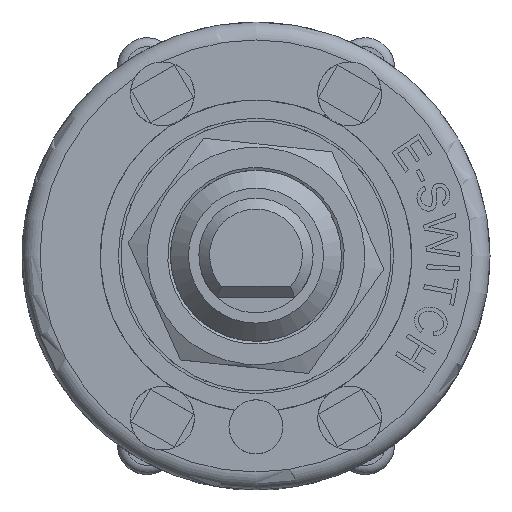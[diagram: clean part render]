
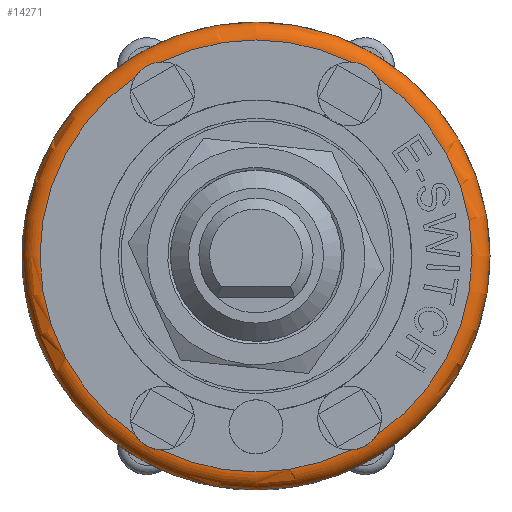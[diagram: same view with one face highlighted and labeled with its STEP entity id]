
A CAD part, top view. The second image highlights one B-rep face of the part: STEP entity #14271.
In plain terms, the highlighted toroidal (fillet/blend) face has major radius 12 mm and minor radius 1 mm.
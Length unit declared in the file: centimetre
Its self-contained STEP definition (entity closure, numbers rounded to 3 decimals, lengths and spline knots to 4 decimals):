
#26=TOROIDAL_SURFACE('',#15046,1.2,0.1);
#669=B_SPLINE_CURVE_WITH_KNOTS('',3,(#24611,#24612,#24613,#24614,#24615,
#24616,#24617,#24618,#24619,#24620,#24621,#24622),.UNSPECIFIED.,.F.,.F.,
(4,2,2,2,2,4),(-0.2692,-0.2446,-0.216,
-0.1921,-0.1645,-0.1357),.UNSPECIFIED.);
#670=B_SPLINE_CURVE_WITH_KNOTS('',3,(#24634,#24635,#24636,#24637,#24638,
#24639,#24640,#24641,#24642,#24643,#24644,#24645),.UNSPECIFIED.,.F.,.F.,
(4,2,2,2,2,4),(-0.2692,-0.2446,-0.216,
-0.1921,-0.1645,-0.1357),.UNSPECIFIED.);
#671=B_SPLINE_CURVE_WITH_KNOTS('',3,(#24662,#24663,#24664,#24665,#24666,
#24667,#24668,#24669,#24670,#24671,#24672,#24673),.UNSPECIFIED.,.F.,.F.,
(4,2,2,2,2,4),(-0.2692,-0.2446,-0.216,
-0.1921,-0.1645,-0.1357),.UNSPECIFIED.);
#672=B_SPLINE_CURVE_WITH_KNOTS('',3,(#24695,#24696,#24697,#24698,#24699,
#24700,#24701,#24702,#24703,#24704,#24705,#24706),.UNSPECIFIED.,.F.,.F.,
(4,2,2,2,2,4),(-0.2692,-0.2446,-0.216,
-0.1921,-0.1645,-0.1357),.UNSPECIFIED.);
#827=CIRCLE('',#14999,1.3);
#854=CIRCLE('',#15047,0.1);
#855=CIRCLE('',#15048,1.2);
#856=CIRCLE('',#15049,1.2);
#857=CIRCLE('',#15050,1.2);
#858=CIRCLE('',#15051,1.2);
#859=CIRCLE('',#15052,1.2);
#1667=FACE_OUTER_BOUND('',#2514,.T.);
#2514=EDGE_LOOP('',(#12771,#12772,#12773,#12774,#12775,#12776,#12777,#12778,
#12779,#12780,#12781,#12782));
#6832=VERTEX_POINT('',#24573);
#6840=VERTEX_POINT('',#24609);
#6841=VERTEX_POINT('',#24610);
#6844=VERTEX_POINT('',#24632);
#6845=VERTEX_POINT('',#24633);
#6850=VERTEX_POINT('',#24660);
#6851=VERTEX_POINT('',#24661);
#6858=VERTEX_POINT('',#24693);
#6859=VERTEX_POINT('',#24694);
#6862=VERTEX_POINT('',#24716);
#8844=EDGE_CURVE('',#6832,#6832,#827,.T.);
#8862=EDGE_CURVE('',#6840,#6841,#669,.T.);
#8868=EDGE_CURVE('',#6844,#6845,#670,.T.);
#8876=EDGE_CURVE('',#6850,#6851,#671,.T.);
#8886=EDGE_CURVE('',#6858,#6859,#672,.T.);
#8892=EDGE_CURVE('',#6832,#6862,#854,.T.);
#8893=EDGE_CURVE('',#6862,#6850,#855,.T.);
#8894=EDGE_CURVE('',#6851,#6844,#856,.T.);
#8895=EDGE_CURVE('',#6845,#6840,#857,.T.);
#8896=EDGE_CURVE('',#6841,#6858,#858,.T.);
#8897=EDGE_CURVE('',#6859,#6862,#859,.T.);
#12771=ORIENTED_EDGE('',*,*,#8844,.T.);
#12772=ORIENTED_EDGE('',*,*,#8892,.T.);
#12773=ORIENTED_EDGE('',*,*,#8893,.T.);
#12774=ORIENTED_EDGE('',*,*,#8876,.T.);
#12775=ORIENTED_EDGE('',*,*,#8894,.T.);
#12776=ORIENTED_EDGE('',*,*,#8868,.T.);
#12777=ORIENTED_EDGE('',*,*,#8895,.T.);
#12778=ORIENTED_EDGE('',*,*,#8862,.T.);
#12779=ORIENTED_EDGE('',*,*,#8896,.T.);
#12780=ORIENTED_EDGE('',*,*,#8886,.T.);
#12781=ORIENTED_EDGE('',*,*,#8897,.T.);
#12782=ORIENTED_EDGE('',*,*,#8892,.F.);
#14271=ADVANCED_FACE('',(#1667),#26,.T.);
#14999=AXIS2_PLACEMENT_3D('',#24574,#17918,#17919);
#15046=AXIS2_PLACEMENT_3D('',#24715,#18029,#18030);
#15047=AXIS2_PLACEMENT_3D('',#24717,#18031,#18032);
#15048=AXIS2_PLACEMENT_3D('',#24718,#18033,#18034);
#15049=AXIS2_PLACEMENT_3D('',#24719,#18035,#18036);
#15050=AXIS2_PLACEMENT_3D('',#24720,#18037,#18038);
#15051=AXIS2_PLACEMENT_3D('',#24721,#18039,#18040);
#15052=AXIS2_PLACEMENT_3D('',#24722,#18041,#18042);
#17918=DIRECTION('center_axis',(0.,0.,1.));
#17919=DIRECTION('ref_axis',(-1.,0.,0.));
#18029=DIRECTION('center_axis',(0.,0.,-1.));
#18030=DIRECTION('ref_axis',(-1.,0.,0.));
#18031=DIRECTION('center_axis',(0.,-1.,0.));
#18032=DIRECTION('ref_axis',(1.,0.,0.));
#18033=DIRECTION('center_axis',(0.,0.,-1.));
#18034=DIRECTION('ref_axis',(-1.,0.,0.));
#18035=DIRECTION('center_axis',(0.,0.,-1.));
#18036=DIRECTION('ref_axis',(-1.,0.,0.));
#18037=DIRECTION('center_axis',(0.,0.,-1.));
#18038=DIRECTION('ref_axis',(-1.,0.,0.));
#18039=DIRECTION('center_axis',(0.,0.,-1.));
#18040=DIRECTION('ref_axis',(-1.,0.,0.));
#18041=DIRECTION('center_axis',(0.,0.,-1.));
#18042=DIRECTION('ref_axis',(-1.,0.,0.));
#24573=CARTESIAN_POINT('',(1.3,0.,0.95));
#24574=CARTESIAN_POINT('Origin',(0.,0.,0.95));
#24609=CARTESIAN_POINT('',(-0.67,0.9955,1.05));
#24610=CARTESIAN_POINT('',(-0.5271,1.078,1.05));
#24611=CARTESIAN_POINT('Ctrl Pts',(-0.67,0.9955,
1.05));
#24612=CARTESIAN_POINT('Ctrl Pts',(-0.6646,1.0041,
1.05));
#24613=CARTESIAN_POINT('Ctrl Pts',(-0.6583,1.0124,
1.0498));
#24614=CARTESIAN_POINT('Ctrl Pts',(-0.6428,1.0294,
1.0491));
#24615=CARTESIAN_POINT('Ctrl Pts',(-0.6335,1.0377,
1.0488));
#24616=CARTESIAN_POINT('Ctrl Pts',(-0.615,1.051,1.0484));
#24617=CARTESIAN_POINT('Ctrl Pts',(-0.6061,1.0563,
1.0484));
#24618=CARTESIAN_POINT('Ctrl Pts',(-0.5859,1.0659,1.0487));
#24619=CARTESIAN_POINT('Ctrl Pts',(-0.5747,1.07,1.049));
#24620=CARTESIAN_POINT('Ctrl Pts',(-0.551,1.0759,1.0497));
#24621=CARTESIAN_POINT('Ctrl Pts',(-0.539,1.0775,
1.05));
#24622=CARTESIAN_POINT('Ctrl Pts',(-0.5271,1.078,
1.05));
#24632=CARTESIAN_POINT('',(-0.5271,-1.078,1.05));
#24633=CARTESIAN_POINT('',(-0.67,-0.9955,1.05));
#24634=CARTESIAN_POINT('Ctrl Pts',(-0.5271,-1.078,
1.05));
#24635=CARTESIAN_POINT('Ctrl Pts',(-0.5373,-1.0776,
1.05));
#24636=CARTESIAN_POINT('Ctrl Pts',(-0.5476,-1.0763,
1.0498));
#24637=CARTESIAN_POINT('Ctrl Pts',(-0.5701,-1.0714,1.0491));
#24638=CARTESIAN_POINT('Ctrl Pts',(-0.5819,-1.0675,
1.0488));
#24639=CARTESIAN_POINT('Ctrl Pts',(-0.6027,-1.0581,
1.0484));
#24640=CARTESIAN_POINT('Ctrl Pts',(-0.6117,-1.053,
1.0484));
#24641=CARTESIAN_POINT('Ctrl Pts',(-0.6301,-1.0404,
1.0487));
#24642=CARTESIAN_POINT('Ctrl Pts',(-0.6393,-1.0327,
1.049));
#24643=CARTESIAN_POINT('Ctrl Pts',(-0.6562,-1.0151,
1.0497));
#24644=CARTESIAN_POINT('Ctrl Pts',(-0.6637,-1.0055,
1.05));
#24645=CARTESIAN_POINT('Ctrl Pts',(-0.67,-0.9955,
1.05));
#24660=CARTESIAN_POINT('',(0.67,-0.9955,1.05));
#24661=CARTESIAN_POINT('',(0.5271,-1.078,1.05));
#24662=CARTESIAN_POINT('Ctrl Pts',(0.67,-0.9955,
1.05));
#24663=CARTESIAN_POINT('Ctrl Pts',(0.6646,-1.0041,
1.05));
#24664=CARTESIAN_POINT('Ctrl Pts',(0.6583,-1.0124,
1.0498));
#24665=CARTESIAN_POINT('Ctrl Pts',(0.6428,-1.0294,
1.0491));
#24666=CARTESIAN_POINT('Ctrl Pts',(0.6335,-1.0377,
1.0488));
#24667=CARTESIAN_POINT('Ctrl Pts',(0.615,-1.051,
1.0484));
#24668=CARTESIAN_POINT('Ctrl Pts',(0.6061,-1.0563,
1.0484));
#24669=CARTESIAN_POINT('Ctrl Pts',(0.5859,-1.0659,1.0487));
#24670=CARTESIAN_POINT('Ctrl Pts',(0.5747,-1.07,1.049));
#24671=CARTESIAN_POINT('Ctrl Pts',(0.551,-1.0759,
1.0497));
#24672=CARTESIAN_POINT('Ctrl Pts',(0.539,-1.0775,
1.05));
#24673=CARTESIAN_POINT('Ctrl Pts',(0.5271,-1.078,
1.05));
#24693=CARTESIAN_POINT('',(0.5271,1.078,1.05));
#24694=CARTESIAN_POINT('',(0.67,0.9955,1.05));
#24695=CARTESIAN_POINT('Ctrl Pts',(0.5271,1.078,1.05));
#24696=CARTESIAN_POINT('Ctrl Pts',(0.5373,1.0776,1.05));
#24697=CARTESIAN_POINT('Ctrl Pts',(0.5476,1.0763,1.0498));
#24698=CARTESIAN_POINT('Ctrl Pts',(0.5701,1.0714,1.0491));
#24699=CARTESIAN_POINT('Ctrl Pts',(0.5819,1.0675,1.0488));
#24700=CARTESIAN_POINT('Ctrl Pts',(0.6027,1.0581,1.0484));
#24701=CARTESIAN_POINT('Ctrl Pts',(0.6117,1.053,1.0484));
#24702=CARTESIAN_POINT('Ctrl Pts',(0.6301,1.0404,1.0487));
#24703=CARTESIAN_POINT('Ctrl Pts',(0.6393,1.0327,1.049));
#24704=CARTESIAN_POINT('Ctrl Pts',(0.6562,1.0151,1.0497));
#24705=CARTESIAN_POINT('Ctrl Pts',(0.6637,1.0055,1.05));
#24706=CARTESIAN_POINT('Ctrl Pts',(0.67,0.9955,
1.05));
#24715=CARTESIAN_POINT('Origin',(0.,0.,0.95));
#24716=CARTESIAN_POINT('',(1.2,0.,1.05));
#24717=CARTESIAN_POINT('Origin',(1.2,0.,0.95));
#24718=CARTESIAN_POINT('Origin',(0.,0.,1.05));
#24719=CARTESIAN_POINT('Origin',(0.,0.,1.05));
#24720=CARTESIAN_POINT('Origin',(0.,0.,1.05));
#24721=CARTESIAN_POINT('Origin',(0.,0.,1.05));
#24722=CARTESIAN_POINT('Origin',(0.,0.,1.05));
